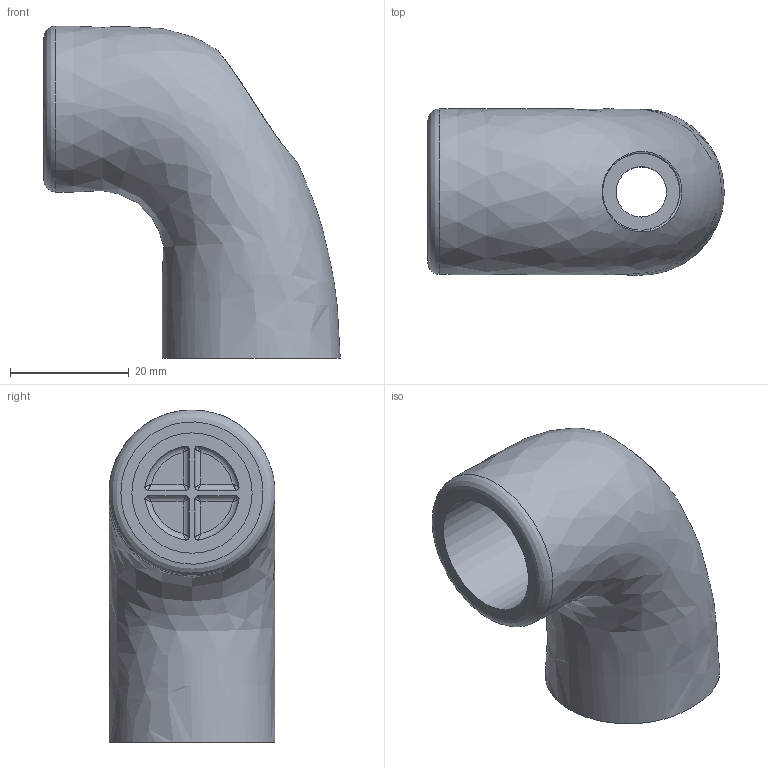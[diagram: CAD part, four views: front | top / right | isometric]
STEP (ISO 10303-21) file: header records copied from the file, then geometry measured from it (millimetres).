
FILE_DESCRIPTION( ( 'Unknown' ), '1' );
FILE_NAME( '6321005_MTR20.stp', 'Unknown', ( 'Unknown' ), ( 'Unknown' ), 'PSStep 10.1', 'Unknown', ' ' );
FILE_SCHEMA( ( 'automotive_design' ) );
Length unit declared in the file: millimetre
Products named in the file (1): 1
Bounding box: 50 x 28 x 56.01 mm (x, y, z)
Volume: 27078.5 mm3; surface area: 12332.1 mm2
Topology: 1 solids, 1 shells, 130 faces, 302 edges, 172 vertices
Faces by surface type: cylinder 59, plane 28, torus 28, bspline 15
Full cylindrical faces by diameter (mm): 8.5 x1, 13 x1, 20.3 x1
Entity records: 10696 total; most frequent: CARTESIAN_POINT 6786, DIRECTION 642, ORIENTED_EDGE 562, EDGE_CURVE 281, AXIS2_PLACEMENT_3D 269, VERTEX_POINT 169, EDGE_LOOP 148, CIRCLE 145
